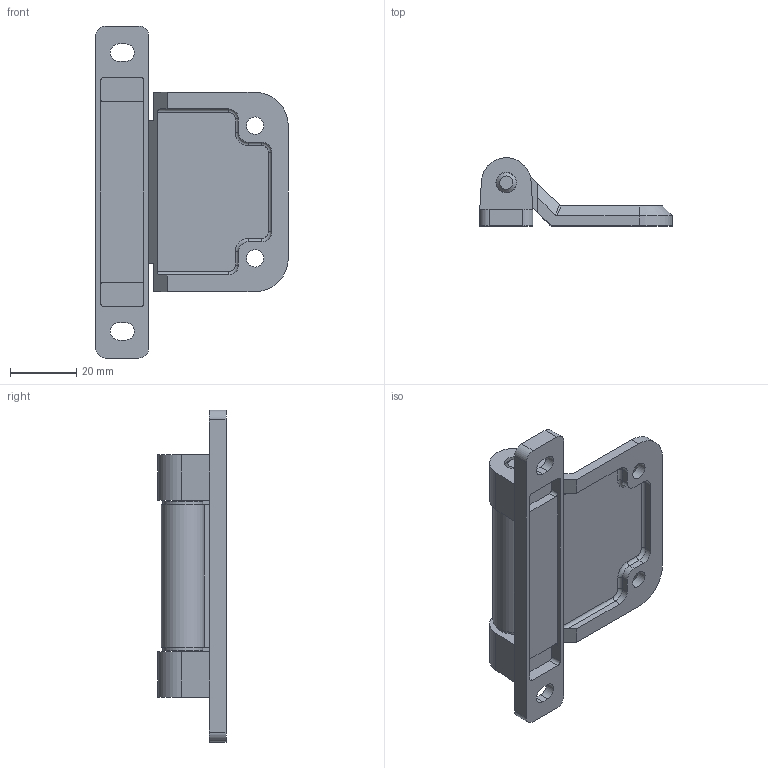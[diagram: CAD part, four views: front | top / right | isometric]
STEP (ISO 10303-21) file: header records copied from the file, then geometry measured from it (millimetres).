
FILE_DESCRIPTION(('STEP AP203'),'1');
FILE_NAME('600.1.2.00.2.step','2015-06-23T07:37:11',(' '),(' '),'Spatial InterOp 3D',' ',' ');
FILE_SCHEMA(('CONFIG_CONTROL_DESIGN'));
Length unit declared in the file: millimetre
Products named in the file (5): 1; 2; 3; 4; 5
Bounding box: 58 x 20.5 x 100 mm (x, y, z)
Volume: 28807.9 mm3; surface area: 18115 mm2
Topology: 5 solids, 5 shells, 217 faces, 545 edges, 343 vertices
Faces by surface type: plane 118, cylinder 71, torus 10, bspline 8, cone 6, sphere 4
Full cylindrical faces by diameter (mm): 5.2 x2, 6 x3, 6.2 x2, 6.5 x1, 7.8 x2, 8 x2, 12 x2
Entity records: 6710 total; most frequent: CARTESIAN_POINT 1246, DIRECTION 1124, ORIENTED_EDGE 1046, EDGE_CURVE 523, AXIS2_PLACEMENT_3D 387, LINE 350, VECTOR 350, VERTEX_POINT 341
